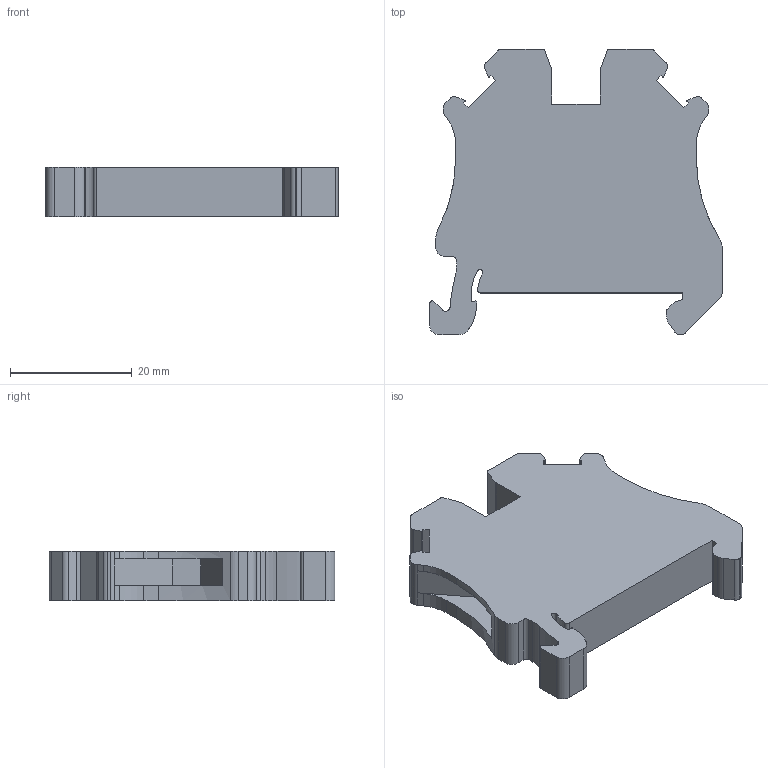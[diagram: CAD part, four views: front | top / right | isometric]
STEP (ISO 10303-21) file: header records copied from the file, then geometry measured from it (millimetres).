
FILE_DESCRIPTION(('SolidDesigner STEP Export'),'2;1');
FILE_NAME('3044144_ut6_bu_select.stp','2004-02-23T10:34:41',(''),(''),'OneSpaceDesigner STEP processor Version: 9.0 (March 2001)for AP203(Solid Model)','CoCreate OneSpaceDesigner: 11.50A 18-Jul-2002(C) CoCreate Software GmbH','');
FILE_SCHEMA(('CONFIG_CONTROL_DESIGN'));
Length unit declared in the file: millimetre
Products named in the file (2): 3044144_ut6_bu_select
Assembly tree (1 placements, depth 2):
  3044144_ut6_bu_select
    3044144_ut6_bu_select
Bounding box: 48 x 46.85 x 8.15 mm (x, y, z)
Volume: 12016.1 mm3; surface area: 5614 mm2
Topology: 1 solids, 1 shells, 138 faces, 402 edges, 268 vertices
Faces by surface type: plane 79, cylinder 59
Entity records: 5767 total; most frequent: ORIENTED_EDGE 804, CARTESIAN_POINT 779, DIRECTION 750, EDGE_CURVE 402, VECTOR 272, LINE 272, VERTEX_POINT 268, AXIS2_PLACEMENT_3D 239
